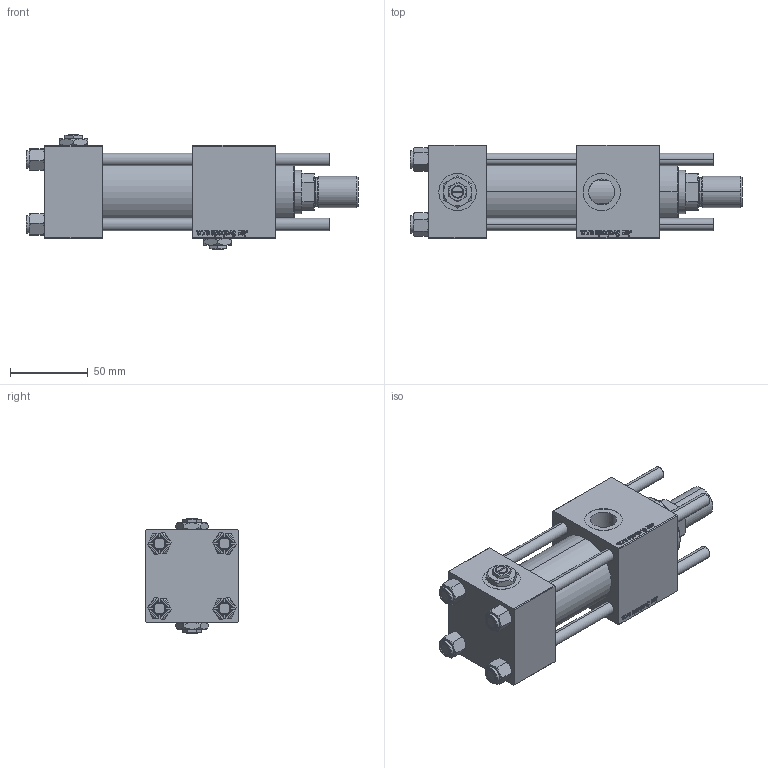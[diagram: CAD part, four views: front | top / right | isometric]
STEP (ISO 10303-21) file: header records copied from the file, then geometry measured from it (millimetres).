
FILE_DESCRIPTION (( 'STEP AP203' ), '1' );
FILE_NAME ('3772.STEP', '2022-04-29T08:31:41', ( '' ), ( '' ), 'SwSTEP 2.0', 'SolidWorks 2019', '' );
FILE_SCHEMA (( 'CONFIG_CONTROL_DESIGN' ));
Length unit declared in the file: millimetre
Products named in the file (8): 3772; ROD_END_AH f156128ec88e95726cba06df9bbe3b1d; Zatka_pro_OIL_PORT f156128ec88e95726cba06df9bbe3b1d; V215CR_VCP_B f156128ec88e95726cba06df9bbe3b1d; NUT_M5_B f156128ec88e95726cba06df9bbe3b1d; V215CR_B-1 f156128ec88e95726cba06df9bbe3b1d; V215_VC_A f156128ec88e95726cba06df9bbe3b1d; V215CR_B_TYCINKA f156128ec88e95726cba06df9bbe3b1d
Assembly tree (14 placements, depth 2):
  3772
    V215CR_B-1 f156128ec88e95726cba06df9bbe3b1d
    V215CR_VCP_B f156128ec88e95726cba06df9bbe3b1d
    NUT_M5_B f156128ec88e95726cba06df9bbe3b1d  x4
    V215CR_B_TYCINKA f156128ec88e95726cba06df9bbe3b1d  x4
    V215_VC_A f156128ec88e95726cba06df9bbe3b1d
    ROD_END_AH f156128ec88e95726cba06df9bbe3b1d
    Zatka_pro_OIL_PORT f156128ec88e95726cba06df9bbe3b1d  x2
Bounding box: 213 x 60 x 74 mm (x, y, z)
Volume: 440813.6 mm3; surface area: 125475.5 mm2
Topology: 14 solids, 14 shells, 1279 faces, 3211 edges, 2073 vertices
Faces by surface type: bspline 504, plane 487, cone 182, cylinder 96, torus 10
Entity records: 59517 total; most frequent: CARTESIAN_POINT 34763, ORIENTED_EDGE 5722, DIRECTION 3283, EDGE_CURVE 2861, VERTEX_POINT 1871, LINE 1505, VECTOR 1505, EDGE_LOOP 1250
